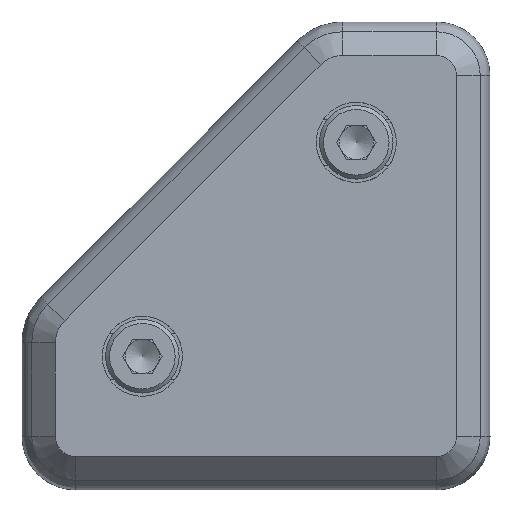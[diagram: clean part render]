
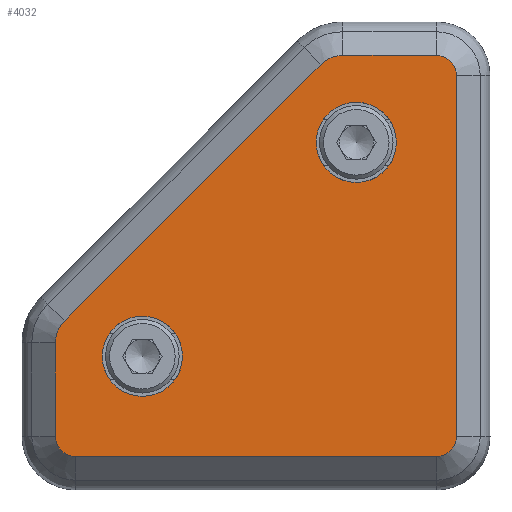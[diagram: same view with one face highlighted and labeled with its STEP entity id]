
A CAD part, front view. The second image highlights one B-rep face of the part: STEP entity #4032.
In plain terms, the highlighted planar face has unit normal (0, -1, 0).
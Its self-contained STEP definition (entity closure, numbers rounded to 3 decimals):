
#113=FACE_BOUND('',#735,.T.);
#114=FACE_BOUND('',#736,.T.);
#204=PLANE('',#4485);
#483=FACE_OUTER_BOUND('',#734,.T.);
#734=EDGE_LOOP('',(#3456,#3457,#3458,#3459,#3460,#3461,#3462,#3463,#3464,
#3465));
#735=EDGE_LOOP('',(#3466));
#736=EDGE_LOOP('',(#3467));
#1019=LINE('',#7041,#1351);
#1023=LINE('',#7050,#1355);
#1026=LINE('',#7058,#1358);
#1040=LINE('',#7092,#1372);
#1043=LINE('',#7100,#1375);
#1351=VECTOR('',#5469,10.);
#1355=VECTOR('',#5479,10.);
#1358=VECTOR('',#5488,10.);
#1372=VECTOR('',#5522,10.);
#1375=VECTOR('',#5531,10.);
#1626=CIRCLE('',#4463,1.5);
#1627=CIRCLE('',#4466,2.3);
#1630=CIRCLE('',#4476,2.3);
#1631=CIRCLE('',#4479,1.5);
#1632=CIRCLE('',#4482,1.5);
#1634=CIRCLE('',#4486,3.);
#1635=CIRCLE('',#4487,3.);
#1942=VERTEX_POINT('',#7038);
#1943=VERTEX_POINT('',#7040);
#1944=VERTEX_POINT('',#7044);
#1945=VERTEX_POINT('',#7048);
#1946=VERTEX_POINT('',#7052);
#1947=VERTEX_POINT('',#7056);
#1956=VERTEX_POINT('',#7086);
#1957=VERTEX_POINT('',#7090);
#1958=VERTEX_POINT('',#7094);
#1959=VERTEX_POINT('',#7098);
#1961=VERTEX_POINT('',#7108);
#1962=VERTEX_POINT('',#7110);
#2453=EDGE_CURVE('',#1942,#1943,#1019,.T.);
#2456=EDGE_CURVE('',#1944,#1942,#1626,.T.);
#2458=EDGE_CURVE('',#1945,#1944,#1023,.T.);
#2460=EDGE_CURVE('',#1946,#1945,#1627,.T.);
#2462=EDGE_CURVE('',#1947,#1946,#1026,.T.);
#2477=EDGE_CURVE('',#1956,#1947,#1630,.T.);
#2479=EDGE_CURVE('',#1957,#1956,#1040,.T.);
#2481=EDGE_CURVE('',#1958,#1957,#1631,.T.);
#2483=EDGE_CURVE('',#1959,#1958,#1043,.T.);
#2484=EDGE_CURVE('',#1943,#1959,#1632,.T.);
#2487=EDGE_CURVE('',#1961,#1961,#1634,.T.);
#2488=EDGE_CURVE('',#1962,#1962,#1635,.T.);
#3456=ORIENTED_EDGE('',*,*,#2460,.F.);
#3457=ORIENTED_EDGE('',*,*,#2462,.F.);
#3458=ORIENTED_EDGE('',*,*,#2477,.F.);
#3459=ORIENTED_EDGE('',*,*,#2479,.F.);
#3460=ORIENTED_EDGE('',*,*,#2481,.F.);
#3461=ORIENTED_EDGE('',*,*,#2483,.F.);
#3462=ORIENTED_EDGE('',*,*,#2484,.F.);
#3463=ORIENTED_EDGE('',*,*,#2453,.F.);
#3464=ORIENTED_EDGE('',*,*,#2456,.F.);
#3465=ORIENTED_EDGE('',*,*,#2458,.F.);
#3466=ORIENTED_EDGE('',*,*,#2487,.T.);
#3467=ORIENTED_EDGE('',*,*,#2488,.T.);
#4032=ADVANCED_FACE('',(#483,#113,#114),#204,.F.);
#4463=AXIS2_PLACEMENT_3D('',#7046,#5474,#5475);
#4466=AXIS2_PLACEMENT_3D('',#7054,#5483,#5484);
#4476=AXIS2_PLACEMENT_3D('',#7088,#5517,#5518);
#4479=AXIS2_PLACEMENT_3D('',#7096,#5526,#5527);
#4482=AXIS2_PLACEMENT_3D('',#7102,#5534,#5535);
#4485=AXIS2_PLACEMENT_3D('',#7107,#5541,#5542);
#4486=AXIS2_PLACEMENT_3D('',#7109,#5543,#5544);
#4487=AXIS2_PLACEMENT_3D('',#7111,#5545,#5546);
#5469=DIRECTION('',(0.,0.,-1.));
#5474=DIRECTION('center_axis',(0.,1.,0.));
#5475=DIRECTION('ref_axis',(0.707,0.,0.707));
#5479=DIRECTION('',(1.,0.,0.));
#5483=DIRECTION('center_axis',(0.,1.,0.));
#5484=DIRECTION('ref_axis',(-0.383,0.,0.924));
#5488=DIRECTION('',(0.707,0.,0.707));
#5517=DIRECTION('center_axis',(0.,1.,0.));
#5518=DIRECTION('ref_axis',(-0.924,0.,0.383));
#5522=DIRECTION('',(0.,0.,1.));
#5526=DIRECTION('center_axis',(0.,1.,0.));
#5527=DIRECTION('ref_axis',(-0.707,0.,-0.707));
#5531=DIRECTION('',(-1.,0.,0.));
#5534=DIRECTION('center_axis',(0.,1.,0.));
#5535=DIRECTION('ref_axis',(0.707,0.,-0.707));
#5541=DIRECTION('center_axis',(0.,1.,0.));
#5542=DIRECTION('ref_axis',(0.,0.,-1.));
#5543=DIRECTION('center_axis',(0.,1.,0.));
#5544=DIRECTION('ref_axis',(0.,0.,-1.));
#5545=DIRECTION('center_axis',(0.,1.,0.));
#5546=DIRECTION('ref_axis',(0.,0.,-1.));
#7038=CARTESIAN_POINT('',(87.5,-1.,71.));
#7040=CARTESIAN_POINT('',(87.5,-1.,44.));
#7041=CARTESIAN_POINT('',(87.5,-1.,80.));
#7044=CARTESIAN_POINT('',(86.,-1.,72.5));
#7046=CARTESIAN_POINT('Origin',(86.,-1.,71.));
#7048=CARTESIAN_POINT('',(78.988,-1.,72.5));
#7050=CARTESIAN_POINT('',(74.75,-1.,72.5));
#7052=CARTESIAN_POINT('',(77.362,-1.,71.826));
#7054=CARTESIAN_POINT('Origin',(78.988,-1.,70.2));
#7056=CARTESIAN_POINT('',(58.174,-1.,52.638));
#7058=CARTESIAN_POINT('',(69.143,-1.,63.607));
#7086=CARTESIAN_POINT('',(57.5,-1.,51.012));
#7088=CARTESIAN_POINT('Origin',(59.8,-1.,51.012));
#7090=CARTESIAN_POINT('',(57.5,-1.,44.));
#7092=CARTESIAN_POINT('',(57.5,-1.,62.5));
#7094=CARTESIAN_POINT('',(59.,-1.,42.5));
#7096=CARTESIAN_POINT('Origin',(59.,-1.,44.));
#7098=CARTESIAN_POINT('',(86.,-1.,42.5));
#7100=CARTESIAN_POINT('',(81.25,-1.,42.5));
#7102=CARTESIAN_POINT('Origin',(86.,-1.,44.));
#7107=CARTESIAN_POINT('Origin',(72.5,-1.,85.));
#7108=CARTESIAN_POINT('',(64.,-1.,53.));
#7109=CARTESIAN_POINT('Origin',(64.,-1.,50.));
#7110=CARTESIAN_POINT('',(80.,-1.,69.));
#7111=CARTESIAN_POINT('Origin',(80.,-1.,66.));
